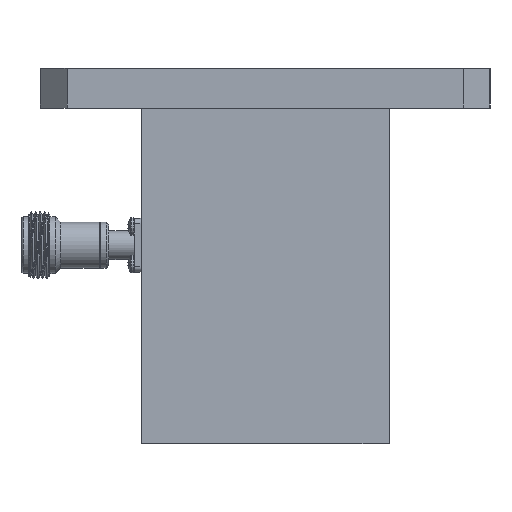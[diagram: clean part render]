
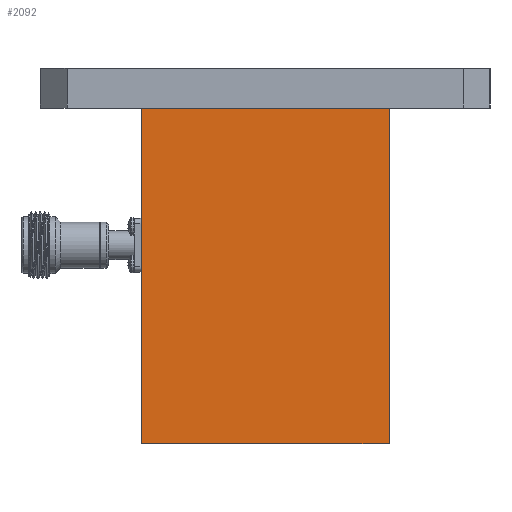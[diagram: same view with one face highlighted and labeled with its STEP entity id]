
A CAD part, left-side view. The second image highlights one B-rep face of the part: STEP entity #2092.
In plain terms, the highlighted planar face has unit normal (-1, 0, 0).
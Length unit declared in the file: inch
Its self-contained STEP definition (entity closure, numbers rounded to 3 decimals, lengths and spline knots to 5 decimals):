
#16 = CARTESIAN_POINT ( 'NONE',  ( -2.42, -1.155, -3.5 ) ) ;
#53 = CARTESIAN_POINT ( 'NONE',  ( -2.42, 1.155, -0.372 ) ) ;
#310 = DIRECTION ( 'NONE',  ( 0., 0., -1. ) ) ;
#521 = EDGE_CURVE ( 'NONE', #1272, #6771, #2371, .T. ) ;
#588 = EDGE_CURVE ( 'NONE', #6207, #5674, #2643, .T. ) ;
#639 = EDGE_CURVE ( 'NONE', #6771, #5674, #3986, .T. ) ;
#848 = VECTOR ( 'NONE', #5189, 39.37008 ) ;
#909 = VECTOR ( 'NONE', #310, 39.37008 ) ;
#1088 = CARTESIAN_POINT ( 'NONE',  ( -2.42, -1.155, -0.372 ) ) ;
#1272 = VERTEX_POINT ( 'NONE', #16 ) ;
#1393 = CARTESIAN_POINT ( 'NONE',  ( -2.42, -2.095, -0.372 ) ) ;
#1569 = CARTESIAN_POINT ( 'NONE',  ( -2.42, 1.155, -3.5 ) ) ;
#1993 = CARTESIAN_POINT ( 'NONE',  ( -2.42, 1.155, 0. ) ) ;
#2092 = ADVANCED_FACE ( 'NONE', ( #2641 ), #6883, .T. ) ;
#2371 = LINE ( 'NONE', #2554, #848 ) ;
#2554 = CARTESIAN_POINT ( 'NONE',  ( -2.42, -1.155, -3.5 ) ) ;
#2641 = FACE_OUTER_BOUND ( 'NONE', #2681, .T. ) ;
#2643 = LINE ( 'NONE', #9088, #3344 ) ;
#2681 = EDGE_LOOP ( 'NONE', ( #6228, #5751, #7466, #7825 ) ) ;
#3344 = VECTOR ( 'NONE', #3429, 39.37008 ) ;
#3426 = DIRECTION ( 'NONE',  ( -1., 0., 0. ) ) ;
#3429 = DIRECTION ( 'NONE',  ( 0., 1., 0. ) ) ;
#3895 = CARTESIAN_POINT ( 'NONE',  ( -2.42, -1.155, 0. ) ) ;
#3986 = LINE ( 'NONE', #1993, #8232 ) ;
#5189 = DIRECTION ( 'NONE',  ( 0., 1., 0. ) ) ;
#5674 = VERTEX_POINT ( 'NONE', #53 ) ;
#5751 = ORIENTED_EDGE ( 'NONE', *, *, #588, .T. ) ;
#6207 = VERTEX_POINT ( 'NONE', #1088 ) ;
#6228 = ORIENTED_EDGE ( 'NONE', *, *, #6245, .F. ) ;
#6245 = EDGE_CURVE ( 'NONE', #6207, #1272, #6662, .T. ) ;
#6662 = LINE ( 'NONE', #3895, #909 ) ;
#6771 = VERTEX_POINT ( 'NONE', #1569 ) ;
#6883 = PLANE ( 'NONE',  #6892 ) ;
#6892 = AXIS2_PLACEMENT_3D ( 'NONE', #1393, #3426, #8481 ) ;
#7466 = ORIENTED_EDGE ( 'NONE', *, *, #639, .F. ) ;
#7635 = DIRECTION ( 'NONE',  ( 0., 0., 1. ) ) ;
#7825 = ORIENTED_EDGE ( 'NONE', *, *, #521, .F. ) ;
#8232 = VECTOR ( 'NONE', #7635, 39.37008 ) ;
#8481 = DIRECTION ( 'NONE',  ( 0., 0., 1. ) ) ;
#9088 = CARTESIAN_POINT ( 'NONE',  ( -2.42, 0., -0.372 ) ) ;
